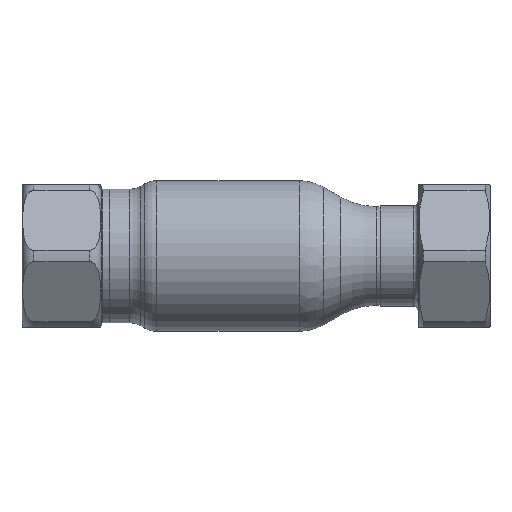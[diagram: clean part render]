
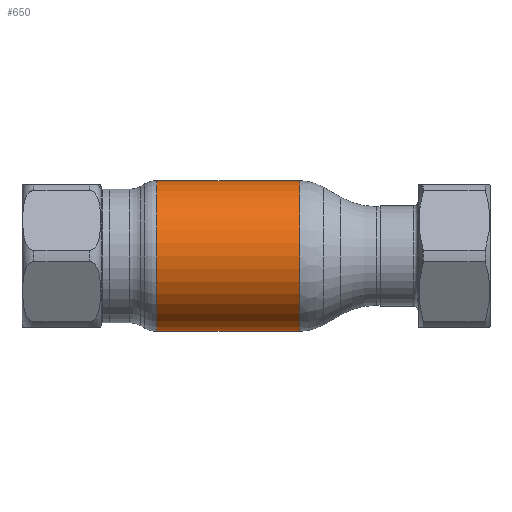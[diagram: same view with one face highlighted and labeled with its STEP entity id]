
A CAD part, front view. The second image highlights one B-rep face of the part: STEP entity #650.
In plain terms, the highlighted cylindrical face has radius 19 mm (diameter 38 mm), a partial arc.
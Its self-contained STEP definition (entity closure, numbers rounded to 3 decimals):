
#650 = ADVANCED_FACE ( 'NONE', ( #32125 ), #8692, .T. ) ;
#1248 = EDGE_CURVE ( 'NONE', #6443, #39244, #39598, .T. ) ;
#4532 = VERTEX_POINT ( 'NONE', #28699 ) ;
#5906 = CARTESIAN_POINT ( 'NONE',  ( -18.035, 0., 0. ) ) ;
#6328 = CARTESIAN_POINT ( 'NONE',  ( 18.035, 0., -19. ) ) ;
#6443 = VERTEX_POINT ( 'NONE', #55985 ) ;
#7484 = AXIS2_PLACEMENT_3D ( 'NONE', #5906, #32017, #45654 ) ;
#8692 = CYLINDRICAL_SURFACE ( 'NONE', #45606, 19. ) ;
#9266 = DIRECTION ( 'NONE',  ( 1., 0., 0. ) ) ;
#12475 = EDGE_LOOP ( 'NONE', ( #41551, #16319, #39804, #35614 ) ) ;
#16319 = ORIENTED_EDGE ( 'NONE', *, *, #58337, .T. ) ;
#17686 = LINE ( 'NONE', #50304, #45460 ) ;
#22430 = CARTESIAN_POINT ( 'NONE',  ( 18.035, 0., 0. ) ) ;
#22648 = CIRCLE ( 'NONE', #7484, 19. ) ;
#23034 = DIRECTION ( 'NONE',  ( 1., 0., 0. ) ) ;
#23500 = DIRECTION ( 'NONE',  ( 0., 0., -1. ) ) ;
#24088 = DIRECTION ( 'NONE',  ( 1., 0., 0. ) ) ;
#25988 = CARTESIAN_POINT ( 'NONE',  ( -18.035, 0., -19. ) ) ;
#28068 = VECTOR ( 'NONE', #24088, 1000. ) ;
#28699 = CARTESIAN_POINT ( 'NONE',  ( -18.035, 0., 19. ) ) ;
#30889 = EDGE_CURVE ( 'NONE', #35610, #39244, #17686, .T. ) ;
#32017 = DIRECTION ( 'NONE',  ( 1., 0., 0. ) ) ;
#32125 = FACE_OUTER_BOUND ( 'NONE', #12475, .T. ) ;
#35610 = VERTEX_POINT ( 'NONE', #25988 ) ;
#35614 = ORIENTED_EDGE ( 'NONE', *, *, #1248, .F. ) ;
#36742 = EDGE_CURVE ( 'NONE', #4532, #6443, #51047, .T. ) ;
#38019 = CARTESIAN_POINT ( 'NONE',  ( 62.69, 0., 19. ) ) ;
#38650 = AXIS2_PLACEMENT_3D ( 'NONE', #22430, #39952, #54431 ) ;
#39244 = VERTEX_POINT ( 'NONE', #6328 ) ;
#39598 = CIRCLE ( 'NONE', #38650, 19. ) ;
#39804 = ORIENTED_EDGE ( 'NONE', *, *, #30889, .T. ) ;
#39952 = DIRECTION ( 'NONE',  ( 1., 0., 0. ) ) ;
#41551 = ORIENTED_EDGE ( 'NONE', *, *, #36742, .F. ) ;
#45460 = VECTOR ( 'NONE', #23034, 1000. ) ;
#45606 = AXIS2_PLACEMENT_3D ( 'NONE', #54627, #9266, #23500 ) ;
#45654 = DIRECTION ( 'NONE',  ( 0., 0., -1. ) ) ;
#50304 = CARTESIAN_POINT ( 'NONE',  ( 62.69, 0., -19. ) ) ;
#51047 = LINE ( 'NONE', #38019, #28068 ) ;
#54431 = DIRECTION ( 'NONE',  ( 0., 0., -1. ) ) ;
#54627 = CARTESIAN_POINT ( 'NONE',  ( 62.69, 0., 0. ) ) ;
#55985 = CARTESIAN_POINT ( 'NONE',  ( 18.035, 0., 19. ) ) ;
#58337 = EDGE_CURVE ( 'NONE', #4532, #35610, #22648, .T. ) ;
